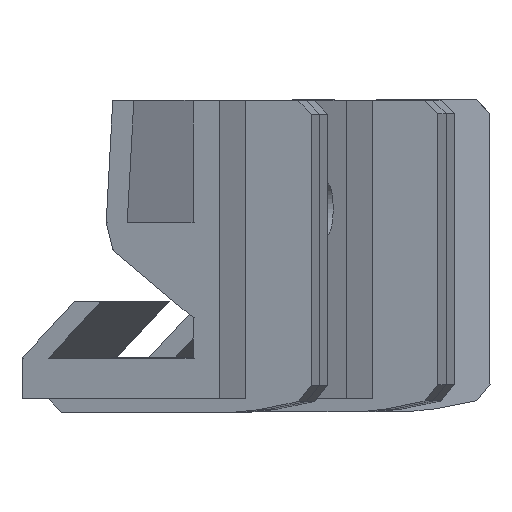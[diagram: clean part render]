
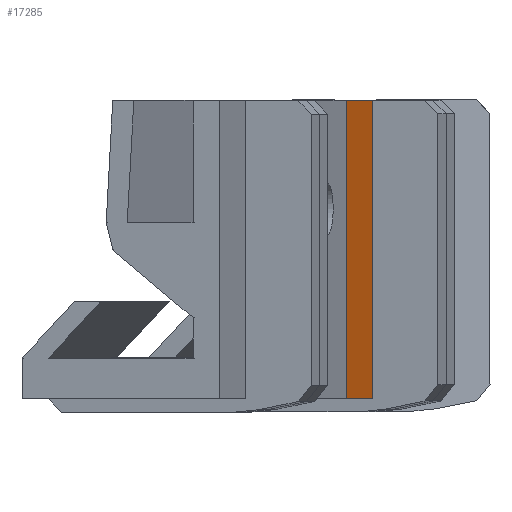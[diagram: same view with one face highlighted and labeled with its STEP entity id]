
A CAD part, left-side view. The second image highlights one B-rep face of the part: STEP entity #17285.
In plain terms, the highlighted face is planar.
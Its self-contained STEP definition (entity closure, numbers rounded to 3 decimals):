
#17285 = ADVANCED_FACE('',(#17286),#17300,.F.);
#17286 = FACE_BOUND('',#17287,.F.);
#17287 = EDGE_LOOP('',(#17288,#17323,#17351,#17379));
#17288 = ORIENTED_EDGE('',*,*,#17289,.F.);
#17289 = EDGE_CURVE('',#17290,#17292,#17294,.T.);
#17290 = VERTEX_POINT('',#17291);
#17291 = CARTESIAN_POINT('',(-10.5,0.,0.));
#17292 = VERTEX_POINT('',#17293);
#17293 = CARTESIAN_POINT('',(-2.5,0.,0.));
#17294 = SURFACE_CURVE('',#17295,(#17299,#17311),.PCURVE_S1.);
#17295 = LINE('',#17296,#17297);
#17296 = CARTESIAN_POINT('',(-10.5,0.,0.));
#17297 = VECTOR('',#17298,1.);
#17298 = DIRECTION('',(1.,0.,0.));
#17299 = PCURVE('',#17300,#17305);
#17300 = PLANE('',#17301);
#17301 = AXIS2_PLACEMENT_3D('',#17302,#17303,#17304);
#17302 = CARTESIAN_POINT('',(0.,0.,0.));
#17303 = DIRECTION('',(0.,1.,-0.));
#17304 = DIRECTION('',(0.,0.,1.));
#17305 = DEFINITIONAL_REPRESENTATION('',(#17306),#17310);
#17306 = LINE('',#17307,#17308);
#17307 = CARTESIAN_POINT('',(0.,-10.5));
#17308 = VECTOR('',#17309,1.);
#17309 = DIRECTION('',(0.,1.));
#17310 = ( GEOMETRIC_REPRESENTATION_CONTEXT(2) 
PARAMETRIC_REPRESENTATION_CONTEXT() REPRESENTATION_CONTEXT('2D SPACE',''
  ) );
#17311 = PCURVE('',#17312,#17317);
#17312 = PLANE('',#17313);
#17313 = AXIS2_PLACEMENT_3D('',#17314,#17315,#17316);
#17314 = CARTESIAN_POINT('',(0.,15.,0.));
#17315 = DIRECTION('',(0.,0.,1.));
#17316 = DIRECTION('',(0.,-1.,0.));
#17317 = DEFINITIONAL_REPRESENTATION('',(#17318),#17322);
#17318 = LINE('',#17319,#17320);
#17319 = CARTESIAN_POINT('',(15.,-10.5));
#17320 = VECTOR('',#17321,1.);
#17321 = DIRECTION('',(0.,1.));
#17322 = ( GEOMETRIC_REPRESENTATION_CONTEXT(2) 
PARAMETRIC_REPRESENTATION_CONTEXT() REPRESENTATION_CONTEXT('2D SPACE',''
  ) );
#17323 = ORIENTED_EDGE('',*,*,#17324,.T.);
#17324 = EDGE_CURVE('',#17290,#17325,#17327,.T.);
#17325 = VERTEX_POINT('',#17326);
#17326 = CARTESIAN_POINT('',(-10.5,0.,22.));
#17327 = SURFACE_CURVE('',#17328,(#17332,#17339),.PCURVE_S1.);
#17328 = LINE('',#17329,#17330);
#17329 = CARTESIAN_POINT('',(-10.5,0.,0.));
#17330 = VECTOR('',#17331,1.);
#17331 = DIRECTION('',(0.,0.,1.));
#17332 = PCURVE('',#17300,#17333);
#17333 = DEFINITIONAL_REPRESENTATION('',(#17334),#17338);
#17334 = LINE('',#17335,#17336);
#17335 = CARTESIAN_POINT('',(0.,-10.5));
#17336 = VECTOR('',#17337,1.);
#17337 = DIRECTION('',(1.,0.));
#17338 = ( GEOMETRIC_REPRESENTATION_CONTEXT(2) 
PARAMETRIC_REPRESENTATION_CONTEXT() REPRESENTATION_CONTEXT('2D SPACE',''
  ) );
#17339 = PCURVE('',#17340,#17345);
#17340 = PLANE('',#17341);
#17341 = AXIS2_PLACEMENT_3D('',#17342,#17343,#17344);
#17342 = CARTESIAN_POINT('',(-10.5,5.766,9.503));
#17343 = DIRECTION('',(-1.,0.,0.));
#17344 = DIRECTION('',(0.,0.,1.));
#17345 = DEFINITIONAL_REPRESENTATION('',(#17346),#17350);
#17346 = LINE('',#17347,#17348);
#17347 = CARTESIAN_POINT('',(-9.503,-5.766));
#17348 = VECTOR('',#17349,1.);
#17349 = DIRECTION('',(1.,0.));
#17350 = ( GEOMETRIC_REPRESENTATION_CONTEXT(2) 
PARAMETRIC_REPRESENTATION_CONTEXT() REPRESENTATION_CONTEXT('2D SPACE',''
  ) );
#17351 = ORIENTED_EDGE('',*,*,#17352,.F.);
#17352 = EDGE_CURVE('',#17353,#17325,#17355,.T.);
#17353 = VERTEX_POINT('',#17354);
#17354 = CARTESIAN_POINT('',(-2.5,0.,22.));
#17355 = SURFACE_CURVE('',#17356,(#17360,#17367),.PCURVE_S1.);
#17356 = LINE('',#17357,#17358);
#17357 = CARTESIAN_POINT('',(10.5,0.,22.));
#17358 = VECTOR('',#17359,1.);
#17359 = DIRECTION('',(-1.,0.,0.));
#17360 = PCURVE('',#17300,#17361);
#17361 = DEFINITIONAL_REPRESENTATION('',(#17362),#17366);
#17362 = LINE('',#17363,#17364);
#17363 = CARTESIAN_POINT('',(22.,10.5));
#17364 = VECTOR('',#17365,1.);
#17365 = DIRECTION('',(0.,-1.));
#17366 = ( GEOMETRIC_REPRESENTATION_CONTEXT(2) 
PARAMETRIC_REPRESENTATION_CONTEXT() REPRESENTATION_CONTEXT('2D SPACE',''
  ) );
#17367 = PCURVE('',#17368,#17373);
#17368 = PLANE('',#17369);
#17369 = AXIS2_PLACEMENT_3D('',#17370,#17371,#17372);
#17370 = CARTESIAN_POINT('',(0.,0.,22.));
#17371 = DIRECTION('',(0.,0.,-1.));
#17372 = DIRECTION('',(0.,1.,0.));
#17373 = DEFINITIONAL_REPRESENTATION('',(#17374),#17378);
#17374 = LINE('',#17375,#17376);
#17375 = CARTESIAN_POINT('',(0.,10.5));
#17376 = VECTOR('',#17377,1.);
#17377 = DIRECTION('',(0.,-1.));
#17378 = ( GEOMETRIC_REPRESENTATION_CONTEXT(2) 
PARAMETRIC_REPRESENTATION_CONTEXT() REPRESENTATION_CONTEXT('2D SPACE',''
  ) );
#17379 = ORIENTED_EDGE('',*,*,#17380,.F.);
#17380 = EDGE_CURVE('',#17292,#17353,#17381,.T.);
#17381 = SURFACE_CURVE('',#17382,(#17386,#17393),.PCURVE_S1.);
#17382 = LINE('',#17383,#17384);
#17383 = CARTESIAN_POINT('',(-2.5,0.,0.));
#17384 = VECTOR('',#17385,1.);
#17385 = DIRECTION('',(0.,0.,1.));
#17386 = PCURVE('',#17300,#17387);
#17387 = DEFINITIONAL_REPRESENTATION('',(#17388),#17392);
#17388 = LINE('',#17389,#17390);
#17389 = CARTESIAN_POINT('',(0.,-2.5));
#17390 = VECTOR('',#17391,1.);
#17391 = DIRECTION('',(1.,0.));
#17392 = ( GEOMETRIC_REPRESENTATION_CONTEXT(2) 
PARAMETRIC_REPRESENTATION_CONTEXT() REPRESENTATION_CONTEXT('2D SPACE',''
  ) );
#17393 = PCURVE('',#17394,#17399);
#17394 = PLANE('',#17395);
#17395 = AXIS2_PLACEMENT_3D('',#17396,#17397,#17398);
#17396 = CARTESIAN_POINT('',(-2.5,1.231,6.768));
#17397 = DIRECTION('',(1.,-0.,0.));
#17398 = DIRECTION('',(0.,0.,-1.));
#17399 = DEFINITIONAL_REPRESENTATION('',(#17400),#17404);
#17400 = LINE('',#17401,#17402);
#17401 = CARTESIAN_POINT('',(6.768,-1.231));
#17402 = VECTOR('',#17403,1.);
#17403 = DIRECTION('',(-1.,0.));
#17404 = ( GEOMETRIC_REPRESENTATION_CONTEXT(2) 
PARAMETRIC_REPRESENTATION_CONTEXT() REPRESENTATION_CONTEXT('2D SPACE',''
  ) );
